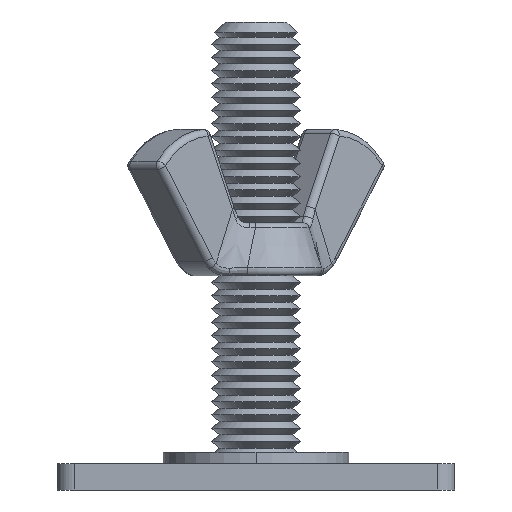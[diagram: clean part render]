
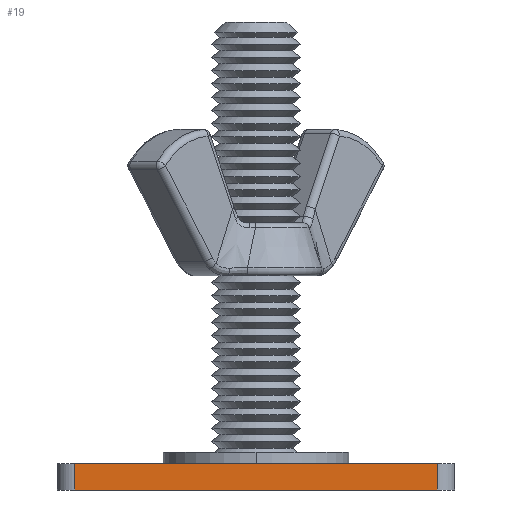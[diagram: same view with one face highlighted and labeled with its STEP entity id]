
A CAD part, front view. The second image highlights one B-rep face of the part: STEP entity #19.
In plain terms, the highlighted planar face has unit normal (0, -1, 0).
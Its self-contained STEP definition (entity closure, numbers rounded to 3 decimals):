
#2 = CARTESIAN_POINT ( 'NONE',  ( -20.5, -35., -3. ) ) ;
#19 = ADVANCED_FACE ( 'NONE', ( #6339 ), #3062, .T. ) ;
#1292 = DIRECTION ( 'NONE',  ( 1., 0., 0. ) ) ;
#1665 = DIRECTION ( 'NONE',  ( 1., 0., 0. ) ) ;
#2093 = ORIENTED_EDGE ( 'NONE', *, *, #3979, .T. ) ;
#2392 = VERTEX_POINT ( 'NONE', #2 ) ;
#2468 = ORIENTED_EDGE ( 'NONE', *, *, #4475, .F. ) ;
#2996 = DIRECTION ( 'NONE',  ( 0., 0., -1. ) ) ;
#3031 = ORIENTED_EDGE ( 'NONE', *, *, #7767, .T. ) ;
#3062 = PLANE ( 'NONE',  #3597 ) ;
#3597 = AXIS2_PLACEMENT_3D ( 'NONE', #7564, #3653, #7626 ) ;
#3653 = DIRECTION ( 'NONE',  ( 0., -1., 0. ) ) ;
#3663 = CARTESIAN_POINT ( 'NONE',  ( -22.5, -35., 0. ) ) ;
#3731 = VECTOR ( 'NONE', #7661, 1000. ) ;
#3979 = EDGE_CURVE ( 'NONE', #7090, #2392, #8189, .T. ) ;
#4028 = CARTESIAN_POINT ( 'NONE',  ( 20.5, -35., 0. ) ) ;
#4475 = EDGE_CURVE ( 'NONE', #7090, #6346, #7960, .T. ) ;
#4638 = LINE ( 'NONE', #8449, #6907 ) ;
#5322 = CARTESIAN_POINT ( 'NONE',  ( 20.5, -35., -3. ) ) ;
#5325 = ORIENTED_EDGE ( 'NONE', *, *, #7168, .T. ) ;
#5449 = LINE ( 'NONE', #7719, #3731 ) ;
#6339 = FACE_OUTER_BOUND ( 'NONE', #8121, .T. ) ;
#6346 = VERTEX_POINT ( 'NONE', #4028 ) ;
#6907 = VECTOR ( 'NONE', #1292, 1000. ) ;
#7090 = VERTEX_POINT ( 'NONE', #8349 ) ;
#7168 = EDGE_CURVE ( 'NONE', #2392, #7489, #4638, .T. ) ;
#7489 = VERTEX_POINT ( 'NONE', #5322 ) ;
#7564 = CARTESIAN_POINT ( 'NONE',  ( -22.5, -35., -3. ) ) ;
#7626 = DIRECTION ( 'NONE',  ( 0., 0., -1. ) ) ;
#7661 = DIRECTION ( 'NONE',  ( 0., 0., 1. ) ) ;
#7667 = VECTOR ( 'NONE', #1665, 1000. ) ;
#7719 = CARTESIAN_POINT ( 'NONE',  ( 20.5, -35., -3. ) ) ;
#7767 = EDGE_CURVE ( 'NONE', #7489, #6346, #5449, .T. ) ;
#7960 = LINE ( 'NONE', #3663, #7667 ) ;
#8002 = VECTOR ( 'NONE', #2996, 1000. ) ;
#8121 = EDGE_LOOP ( 'NONE', ( #2468, #2093, #5325, #3031 ) ) ;
#8189 = LINE ( 'NONE', #8256, #8002 ) ;
#8256 = CARTESIAN_POINT ( 'NONE',  ( -20.5, -35., -3. ) ) ;
#8349 = CARTESIAN_POINT ( 'NONE',  ( -20.5, -35., 0. ) ) ;
#8449 = CARTESIAN_POINT ( 'NONE',  ( -22.5, -35., -3. ) ) ;
